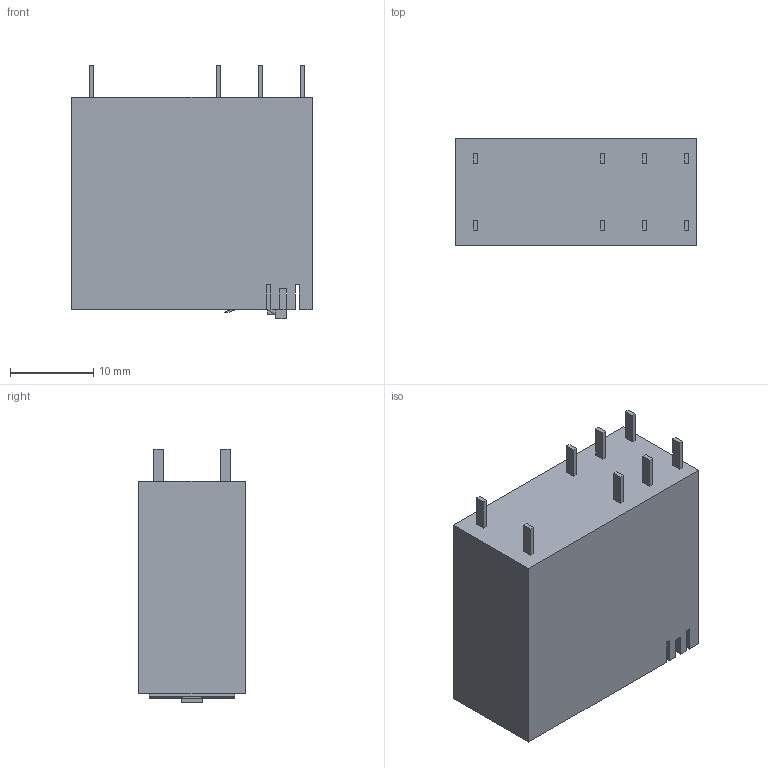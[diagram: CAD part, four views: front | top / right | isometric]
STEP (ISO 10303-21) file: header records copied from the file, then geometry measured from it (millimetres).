
FILE_DESCRIPTION((''),'2;1');
FILE_NAME('16013.2_PRSXT_2_24V_DC','2009-03-14T',('workeradm'),('Tyco Electronics Corporation'),'PRO/ENGINEER BY PARAMETRIC TECHNOLOGY CORPORATION, 2007390','PRO/ENGINEER BY PARAMETRIC TECHNOLOGY CORPORATION, 2007390','');
FILE_SCHEMA(('AUTOMOTIVE_DESIGN { 1 0 10303 214 1 1 1 1 }'));
Length unit declared in the file: millimetre
Products named in the file (1): 16013.2_PRSXT_2_24V_DC
Bounding box: 28.9 x 12.8 x 30.45 mm (x, y, z)
Volume: 9376.1 mm3; surface area: 3115.7 mm2
Topology: 1 solids, 1 shells, 95 faces, 244 edges, 160 vertices
Faces by surface type: plane 95
Entity records: 2913 total; most frequent: CARTESIAN_POINT 500, ORIENTED_EDGE 488, DIRECTION 434, VECTOR 244, LINE 244, EDGE_CURVE 244, VERTEX_POINT 160, EDGE_LOOP 104
